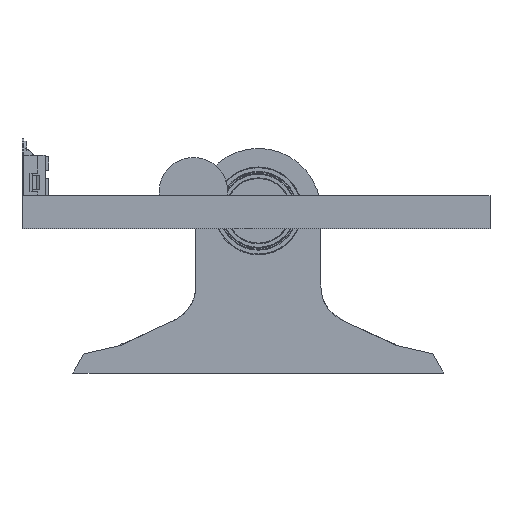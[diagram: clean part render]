
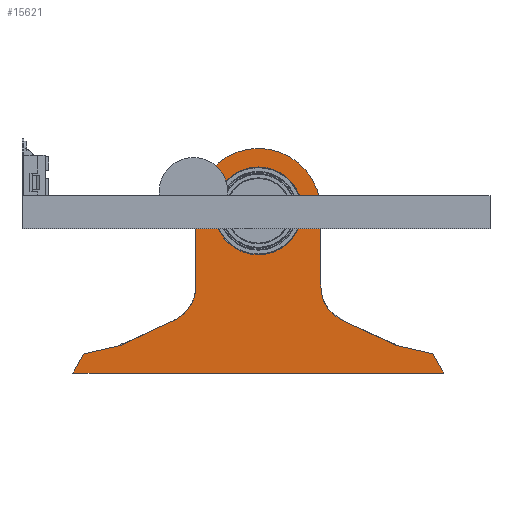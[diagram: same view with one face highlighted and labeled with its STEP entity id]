
A CAD part, front view. The second image highlights one B-rep face of the part: STEP entity #15621.
In plain terms, the highlighted face is planar.
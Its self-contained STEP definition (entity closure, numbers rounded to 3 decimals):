
#561=FACE_BOUND('',#5572,.T.);
#910=(
BOUNDED_CURVE()
B_SPLINE_CURVE(5,(#59746,#59747,#59748,#59749,#59750,#59751,#59752,#59753,
#59754,#59755),.UNSPECIFIED.,.F.,.F.)
B_SPLINE_CURVE_WITH_KNOTS((6,1,1,1,1,6),(0.,0.2,0.4,0.6,0.8,1.),
 .UNSPECIFIED.)
CURVE()
GEOMETRIC_REPRESENTATION_ITEM()
RATIONAL_B_SPLINE_CURVE((1.,1.,1.,1.,1.,1.,1.,1.,1.,1.))
REPRESENTATION_ITEM('')
);
#913=(
BOUNDED_CURVE()
B_SPLINE_CURVE(5,(#60023,#60024,#60025,#60026,#60027,#60028,#60029,#60030,
#60031,#60032),.UNSPECIFIED.,.F.,.F.)
B_SPLINE_CURVE_WITH_KNOTS((6,1,1,1,1,6),(0.,0.2,0.4,0.6,0.8,1.),
 .UNSPECIFIED.)
CURVE()
GEOMETRIC_REPRESENTATION_ITEM()
RATIONAL_B_SPLINE_CURVE((1.,1.,1.,1.,1.,1.,1.,1.,1.,1.))
REPRESENTATION_ITEM('')
);
#2147=LINE('',#59985,#3656);
#2150=LINE('',#59989,#3659);
#2151=LINE('',#59992,#3660);
#2154=LINE('',#60000,#3663);
#2157=LINE('',#60036,#3666);
#2159=LINE('',#60040,#3668);
#2161=LINE('',#60043,#3670);
#3656=VECTOR('',#19826,10.);
#3659=VECTOR('',#19831,10.);
#3660=VECTOR('',#19834,10.);
#3663=VECTOR('',#19843,10.);
#3666=VECTOR('',#19848,10.);
#3668=VECTOR('',#19852,10.);
#3670=VECTOR('',#19856,10.);
#4692=FACE_OUTER_BOUND('',#5571,.T.);
#5571=EDGE_LOOP('',(#13556,#13557,#13558,#13559,#13560,#13561,#13562,#13563,
#13564,#13565));
#5572=EDGE_LOOP('',(#13566));
#6121=CIRCLE('',#16766,23.7);
#6125=CIRCLE('',#16785,33.7);
#7329=VERTEX_POINT('',#59743);
#7330=VERTEX_POINT('',#59745);
#7394=VERTEX_POINT('',#59946);
#7399=VERTEX_POINT('',#59983);
#7400=VERTEX_POINT('',#59984);
#7401=VERTEX_POINT('',#59991);
#7402=VERTEX_POINT('',#59995);
#7403=VERTEX_POINT('',#59999);
#7404=VERTEX_POINT('',#60022);
#7405=VERTEX_POINT('',#60035);
#7406=VERTEX_POINT('',#60039);
#9396=EDGE_CURVE('',#7329,#7330,#910,.T.);
#9481=EDGE_CURVE('',#7394,#7394,#6121,.T.);
#9500=EDGE_CURVE('',#7399,#7400,#2147,.T.);
#9503=EDGE_CURVE('',#7400,#7330,#2150,.T.);
#9504=EDGE_CURVE('',#7401,#7329,#2151,.T.);
#9506=EDGE_CURVE('',#7401,#7402,#6125,.T.);
#9508=EDGE_CURVE('',#7402,#7403,#2154,.T.);
#9510=EDGE_CURVE('',#7403,#7404,#913,.T.);
#9512=EDGE_CURVE('',#7405,#7404,#2157,.T.);
#9514=EDGE_CURVE('',#7406,#7405,#2159,.T.);
#9516=EDGE_CURVE('',#7399,#7406,#2161,.T.);
#13556=ORIENTED_EDGE('',*,*,#9516,.F.);
#13557=ORIENTED_EDGE('',*,*,#9500,.T.);
#13558=ORIENTED_EDGE('',*,*,#9503,.T.);
#13559=ORIENTED_EDGE('',*,*,#9396,.F.);
#13560=ORIENTED_EDGE('',*,*,#9504,.F.);
#13561=ORIENTED_EDGE('',*,*,#9506,.T.);
#13562=ORIENTED_EDGE('',*,*,#9508,.T.);
#13563=ORIENTED_EDGE('',*,*,#9510,.T.);
#13564=ORIENTED_EDGE('',*,*,#9512,.F.);
#13565=ORIENTED_EDGE('',*,*,#9514,.F.);
#13566=ORIENTED_EDGE('',*,*,#9481,.T.);
#14863=PLANE('',#16790);
#15621=ADVANCED_FACE('',(#4692,#561),#14863,.T.);
#16766=AXIS2_PLACEMENT_3D('',#59948,#19779,#19780);
#16785=AXIS2_PLACEMENT_3D('',#59996,#19838,#19839);
#16790=AXIS2_PLACEMENT_3D('',#60044,#19857,#19858);
#19779=DIRECTION('center_axis',(0.,0.,-1.));
#19780=DIRECTION('ref_axis',(1.,0.,0.));
#19826=DIRECTION('',(-0.5,0.866,0.));
#19831=DIRECTION('',(-0.974,0.225,0.));
#19834=DIRECTION('',(0.,-1.,0.));
#19838=DIRECTION('center_axis',(0.,0.,1.));
#19839=DIRECTION('ref_axis',(1.,0.,0.));
#19843=DIRECTION('',(0.,-1.,0.));
#19848=DIRECTION('',(0.974,0.225,0.));
#19852=DIRECTION('',(0.5,0.866,0.));
#19856=DIRECTION('',(-1.,0.,0.));
#19857=DIRECTION('center_axis',(0.,0.,1.));
#19858=DIRECTION('ref_axis',(1.,0.,0.));
#59743=CARTESIAN_POINT('',(33.7,-40.,0.));
#59745=CARTESIAN_POINT('',(74.019,-72.5,0.));
#59746=CARTESIAN_POINT('Ctrl Pts',(33.7,-40.,0.));
#59747=CARTESIAN_POINT('Ctrl Pts',(33.7,-42.615,0.));
#59748=CARTESIAN_POINT('Ctrl Pts',(34.253,-47.386,0.));
#59749=CARTESIAN_POINT('Ctrl Pts',(36.741,-53.165,0.));
#59750=CARTESIAN_POINT('Ctrl Pts',(42.848,-58.558,0.));
#59751=CARTESIAN_POINT('Ctrl Pts',(53.098,-63.175,0.));
#59752=CARTESIAN_POINT('Ctrl Pts',(61.874,-66.475,0.));
#59753=CARTESIAN_POINT('Ctrl Pts',(68.144,-69.287,0.));
#59754=CARTESIAN_POINT('Ctrl Pts',(72.098,-71.391,0.));
#59755=CARTESIAN_POINT('Ctrl Pts',(74.019,-72.5,0.));
#59946=CARTESIAN_POINT('',(-23.7,0.,0.));
#59948=CARTESIAN_POINT('Origin',(0.,0.,0.));
#59983=CARTESIAN_POINT('',(100.,-87.5,0.));
#59984=CARTESIAN_POINT('',(94.,-77.108,0.));
#59985=CARTESIAN_POINT('',(100.,-87.5,0.));
#59989=CARTESIAN_POINT('',(94.,-77.108,0.));
#59991=CARTESIAN_POINT('',(33.7,0.,0.));
#59992=CARTESIAN_POINT('',(33.7,0.,0.));
#59995=CARTESIAN_POINT('',(-33.7,0.,0.));
#59996=CARTESIAN_POINT('Origin',(0.,0.,0.));
#59999=CARTESIAN_POINT('',(-33.7,-40.,0.));
#60000=CARTESIAN_POINT('',(-33.7,0.,0.));
#60022=CARTESIAN_POINT('',(-74.019,-72.5,0.));
#60023=CARTESIAN_POINT('Ctrl Pts',(-33.7,-40.,0.));
#60024=CARTESIAN_POINT('Ctrl Pts',(-33.7,-42.615,0.));
#60025=CARTESIAN_POINT('Ctrl Pts',(-34.253,-47.386,
0.));
#60026=CARTESIAN_POINT('Ctrl Pts',(-36.741,-53.165,
0.));
#60027=CARTESIAN_POINT('Ctrl Pts',(-42.848,-58.558,
0.));
#60028=CARTESIAN_POINT('Ctrl Pts',(-53.098,-63.175,
0.));
#60029=CARTESIAN_POINT('Ctrl Pts',(-61.874,-66.475,0.));
#60030=CARTESIAN_POINT('Ctrl Pts',(-68.144,-69.287,
0.));
#60031=CARTESIAN_POINT('Ctrl Pts',(-72.098,-71.391,
0.));
#60032=CARTESIAN_POINT('Ctrl Pts',(-74.019,-72.5,0.));
#60035=CARTESIAN_POINT('',(-94.,-77.108,0.));
#60036=CARTESIAN_POINT('',(-94.,-77.108,0.));
#60039=CARTESIAN_POINT('',(-100.,-87.5,0.));
#60040=CARTESIAN_POINT('',(-100.,-87.5,0.));
#60043=CARTESIAN_POINT('',(0.,-87.5,0.));
#60044=CARTESIAN_POINT('Origin',(0.,-26.9,0.));
